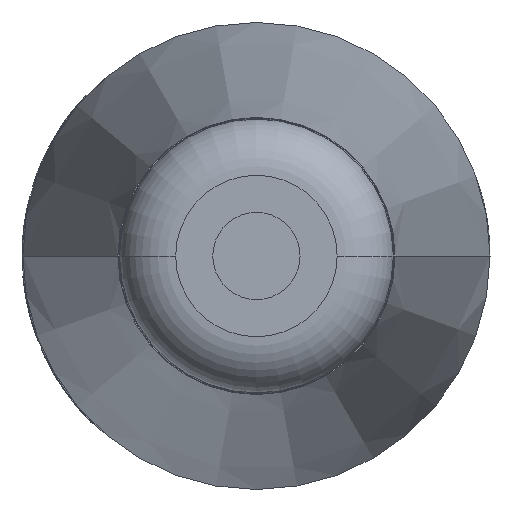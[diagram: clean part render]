
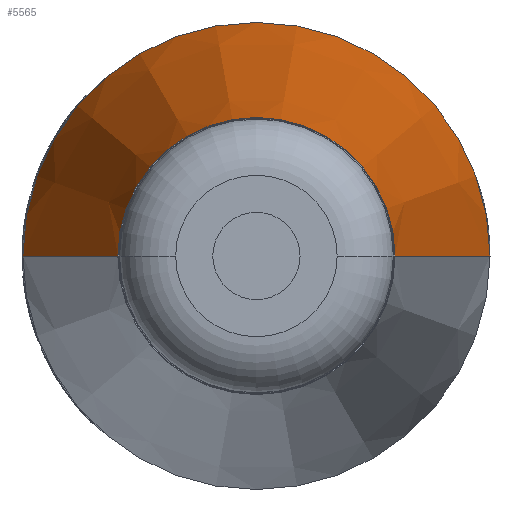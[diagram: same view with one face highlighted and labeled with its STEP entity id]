
A CAD part, left-side view. The second image highlights one B-rep face of the part: STEP entity #5565.
In plain terms, the highlighted conical face has half-angle 8.405 degrees and reference radius 4.262 mm.
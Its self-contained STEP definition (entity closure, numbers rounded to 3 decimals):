
#1934=CARTESIAN_POINT('',(-31.54,0.,0.));
#1935=DIRECTION('',(1.,0.,0.));
#1936=DIRECTION('',(0.,1.,0.));
#1937=AXIS2_PLACEMENT_3D('',#1934,#1935,#1936);
#2056=DIRECTION('',(0.989,0.146,0.));
#2057=VECTOR('',#2056,14.89);
#2058=CARTESIAN_POINT('',(-46.27,3.174,0.));
#2059=LINE('',#2058,#2057);
#2060=DIRECTION('',(0.989,-0.146,0.));
#2061=VECTOR('',#2060,14.89);
#2062=CARTESIAN_POINT('',(-46.27,-3.174,0.));
#2063=LINE('',#2062,#2061);
#2064=CARTESIAN_POINT('',(-46.27,0.,0.));
#2065=DIRECTION('',(1.,0.,0.));
#2066=DIRECTION('',(0.,1.,0.));
#2067=AXIS2_PLACEMENT_3D('',#2064,#2065,#2066);
#2781=CARTESIAN_POINT('',(-46.27,3.174,0.));
#2782=CARTESIAN_POINT('',(-31.54,5.35,0.));
#2783=VERTEX_POINT('',#2781);
#2784=VERTEX_POINT('',#2782);
#2785=CARTESIAN_POINT('',(-46.27,-3.174,0.));
#2786=CARTESIAN_POINT('',(-31.54,-5.35,0.));
#2787=VERTEX_POINT('',#2785);
#2788=VERTEX_POINT('',#2786);
#5551=CARTESIAN_POINT('',(-38.905,0.,0.));
#5552=DIRECTION('',(1.,0.,0.));
#5553=DIRECTION('',(0.,1.,0.));
#5554=AXIS2_PLACEMENT_3D('',#5551,#5552,#5553);
#5555=CONICAL_SURFACE('',#5554,4.262,8.405);
#5557=ORIENTED_EDGE('',*,*,#5556,.T.);
#5558=ORIENTED_EDGE('',*,*,#5371,.T.);
#5560=ORIENTED_EDGE('',*,*,#5559,.F.);
#5562=ORIENTED_EDGE('',*,*,#5561,.F.);
#5563=EDGE_LOOP('',(#5557,#5558,#5560,#5562));
#5564=FACE_OUTER_BOUND('',#5563,.F.);
#1938=CIRCLE('',#1937,5.35);
#2068=CIRCLE('',#2067,3.174);
#5371=EDGE_CURVE('',#2784,#2788,#1938,.T.);
#5556=EDGE_CURVE('',#2783,#2784,#2059,.T.);
#5559=EDGE_CURVE('',#2787,#2788,#2063,.T.);
#5561=EDGE_CURVE('',#2783,#2787,#2068,.T.);
#5565=ADVANCED_FACE('',(#5564),#5555,.T.);
